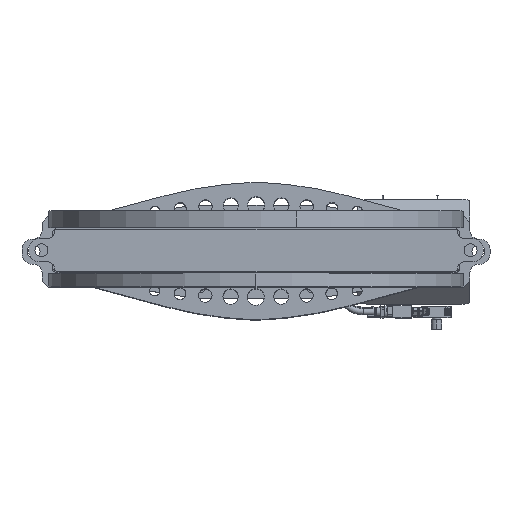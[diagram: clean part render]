
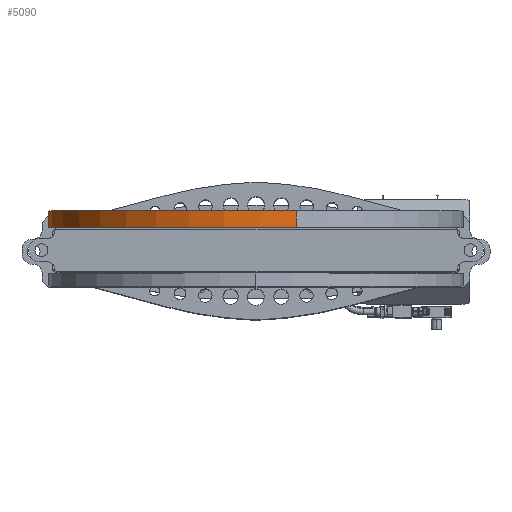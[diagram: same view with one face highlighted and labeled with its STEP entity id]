
A CAD part, top view. The second image highlights one B-rep face of the part: STEP entity #5090.
In plain terms, the highlighted cylindrical face has radius 312.496 mm (diameter 624.992 mm), a partial arc.
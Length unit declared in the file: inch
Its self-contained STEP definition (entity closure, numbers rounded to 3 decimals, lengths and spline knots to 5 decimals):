
#1471 = LINE ( 'NONE', #60737, #71076 ) ;
#5090 = ADVANCED_FACE ( 'NONE', ( #65732 ), #20753, .T. ) ;
#7460 = CIRCLE ( 'NONE', #31622, 12.303 ) ;
#7742 = EDGE_CURVE ( 'NONE', #59153, #34772, #33645, .T. ) ;
#11982 = CARTESIAN_POINT ( 'NONE',  ( -2.4002, 1.1874, -24.0666 ) ) ;
#12439 = DIRECTION ( 'NONE',  ( 0.195, 0., 0.981 ) ) ;
#14232 = VERTEX_POINT ( 'NONE', #11982 ) ;
#14254 = EDGE_CURVE ( 'NONE', #14232, #34772, #7460, .T. ) ;
#17961 = CIRCLE ( 'NONE', #22688, 12.303 ) ;
#19616 = ORIENTED_EDGE ( 'NONE', *, *, #39481, .F. ) ;
#20753 = CYLINDRICAL_SURFACE ( 'NONE', #62544, 12.303 ) ;
#22688 = AXIS2_PLACEMENT_3D ( 'NONE', #59909, #49502, #66567 ) ;
#23314 = DIRECTION ( 'NONE',  ( 0., 1., 0. ) ) ;
#27545 = VECTOR ( 'NONE', #23314, 39.37008 ) ;
#31622 = AXIS2_PLACEMENT_3D ( 'NONE', #40197, #51279, #12439 ) ;
#33645 = LINE ( 'NONE', #68453, #27545 ) ;
#34772 = VERTEX_POINT ( 'NONE', #61528 ) ;
#37748 = EDGE_CURVE ( 'NONE', #53482, #14232, #1471, .T. ) ;
#38507 = DIRECTION ( 'NONE',  ( 0., 1., 0. ) ) ;
#39481 = EDGE_CURVE ( 'NONE', #59153, #53482, #17961, .T. ) ;
#40197 = CARTESIAN_POINT ( 'NONE',  ( 0., 1.1874, -12. ) ) ;
#45109 = DIRECTION ( 'NONE',  ( 0., 1., 0. ) ) ;
#45348 = CARTESIAN_POINT ( 'NONE',  ( 0., 0.0624, -12. ) ) ;
#45992 = ORIENTED_EDGE ( 'NONE', *, *, #14254, .F. ) ;
#49502 = DIRECTION ( 'NONE',  ( 0., -1., 0. ) ) ;
#50547 = DIRECTION ( 'NONE',  ( 0.195, 0., 0.981 ) ) ;
#51244 = ORIENTED_EDGE ( 'NONE', *, *, #37748, .F. ) ;
#51279 = DIRECTION ( 'NONE',  ( 0., 1., 0. ) ) ;
#53482 = VERTEX_POINT ( 'NONE', #59029 ) ;
#53579 = EDGE_LOOP ( 'NONE', ( #51244, #19616, #72842, #45992 ) ) ;
#59029 = CARTESIAN_POINT ( 'NONE',  ( -2.4002, 0.1874, -24.0666 ) ) ;
#59153 = VERTEX_POINT ( 'NONE', #63016 ) ;
#59909 = CARTESIAN_POINT ( 'NONE',  ( 0., 0.1874, -12. ) ) ;
#60737 = CARTESIAN_POINT ( 'NONE',  ( -2.4002, 0.0624, -24.0666 ) ) ;
#61528 = CARTESIAN_POINT ( 'NONE',  ( 2.4002, 1.1874, 0.0666 ) ) ;
#62544 = AXIS2_PLACEMENT_3D ( 'NONE', #45348, #45109, #50547 ) ;
#63016 = CARTESIAN_POINT ( 'NONE',  ( 2.4002, 0.1874, 0.0666 ) ) ;
#65732 = FACE_OUTER_BOUND ( 'NONE', #53579, .T. ) ;
#66567 = DIRECTION ( 'NONE',  ( -0.195, 0., -0.981 ) ) ;
#68453 = CARTESIAN_POINT ( 'NONE',  ( 2.4002, 0.0624, 0.0666 ) ) ;
#71076 = VECTOR ( 'NONE', #38507, 39.37008 ) ;
#72842 = ORIENTED_EDGE ( 'NONE', *, *, #7742, .T. ) ;
